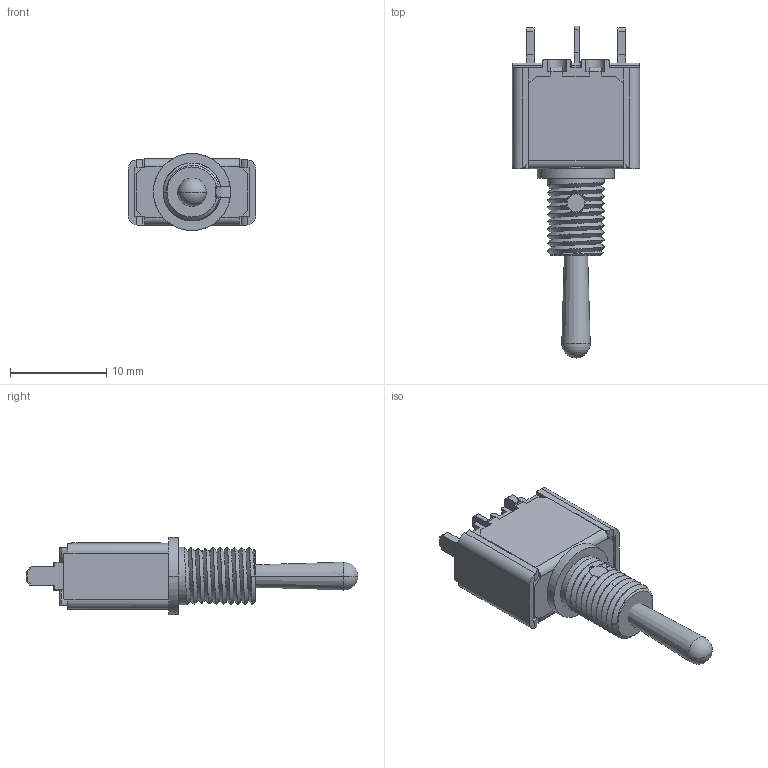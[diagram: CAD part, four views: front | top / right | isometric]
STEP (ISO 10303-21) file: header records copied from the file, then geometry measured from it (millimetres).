
FILE_DESCRIPTION((''),'2;1');
FILE_NAME('5539A','2014-12-15T',('brevel'),(''),'PRO/ENGINEER BY PARAMETRIC TECHNOLOGY CORPORATION, 2013410','PRO/ENGINEER BY PARAMETRIC TECHNOLOGY CORPORATION, 2013410','');
FILE_SCHEMA(('CONFIG_CONTROL_DESIGN'));
Length unit declared in the file: millimetre
Products named in the file (1): 5539A
Bounding box: 13.2 x 34.43 x 8 mm (x, y, z)
Surface area: 1383.3 mm2 (no closed solid volume)
Topology: 0 solids, 11 shells, 268 faces, 836 edges, 575 vertices
Faces by surface type: plane 152, cylinder 64, bspline 37, cone 9, torus 4, sphere 2
Entity records: 12156 total; most frequent: CARTESIAN_POINT 5167, ORIENTED_EDGE 1530, DIRECTION 1235, EDGE_CURVE 834, VERTEX_POINT 575, VECTOR 477, LINE 477, AXIS2_PLACEMENT_3D 379
